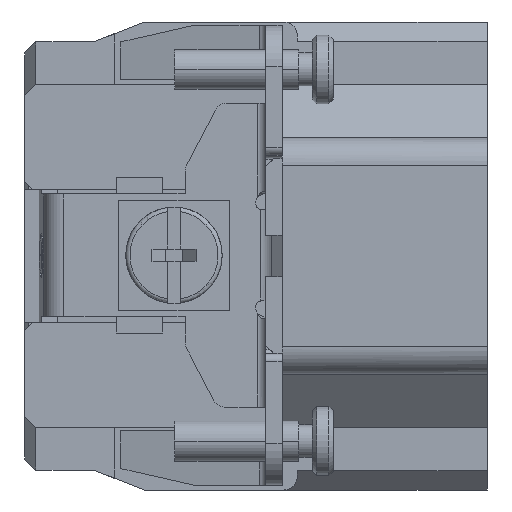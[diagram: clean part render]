
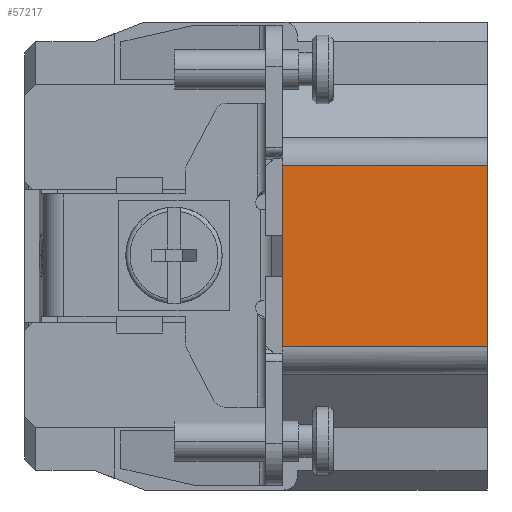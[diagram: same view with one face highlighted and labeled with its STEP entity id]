
A CAD part, left-side view. The second image highlights one B-rep face of the part: STEP entity #57217.
In plain terms, the highlighted planar face has unit normal (-1, 0, 0).
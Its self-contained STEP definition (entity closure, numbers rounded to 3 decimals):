
#10748=DIRECTION('',(0.,0.,-1.));
#10749=VECTOR('',#10748,13.16);
#10750=CARTESIAN_POINT('',(-57.,14.9,6.58));
#10751=LINE('',#10750,#10749);
#10912=DIRECTION('',(0.,1.,0.));
#10913=VECTOR('',#10912,14.9);
#10914=CARTESIAN_POINT('',(-57.,0.,6.58));
#10915=LINE('',#10914,#10913);
#10916=DIRECTION('',(0.,0.,-1.));
#10917=VECTOR('',#10916,13.16);
#10918=CARTESIAN_POINT('',(-57.,0.,6.58));
#10919=LINE('',#10918,#10917);
#10920=DIRECTION('',(0.,1.,0.));
#10921=VECTOR('',#10920,14.9);
#10922=CARTESIAN_POINT('',(-57.,0.,-6.58));
#10923=LINE('',#10922,#10921);
#37771=CARTESIAN_POINT('',(-57.,0.,-6.58));
#37772=VERTEX_POINT('',#37771);
#37773=CARTESIAN_POINT('',(-57.,0.,6.58));
#37774=VERTEX_POINT('',#37773);
#38866=CARTESIAN_POINT('',(-57.,14.9,6.58));
#38867=CARTESIAN_POINT('',(-57.,14.9,-6.58));
#38868=VERTEX_POINT('',#38866);
#38869=VERTEX_POINT('',#38867);
#57205=CARTESIAN_POINT('',(-57.,0.,-8.58));
#57206=DIRECTION('',(-1.,0.,0.));
#57207=DIRECTION('',(0.,0.,1.));
#57208=AXIS2_PLACEMENT_3D('',#57205,#57206,#57207);
#57209=PLANE('',#57208);
#57210=ORIENTED_EDGE('',*,*,#57199,.F.);
#57211=ORIENTED_EDGE('',*,*,#55221,.T.);
#57213=ORIENTED_EDGE('',*,*,#57212,.T.);
#57214=ORIENTED_EDGE('',*,*,#57032,.F.);
#57215=EDGE_LOOP('',(#57210,#57211,#57213,#57214));
#57216=FACE_OUTER_BOUND('',#57215,.F.);
#57217=ADVANCED_FACE('',(#57216),#57209,.T.);
#55221=EDGE_CURVE('',#37774,#37772,#10919,.T.);
#57032=EDGE_CURVE('',#38868,#38869,#10751,.T.);
#57199=EDGE_CURVE('',#37774,#38868,#10915,.T.);
#57212=EDGE_CURVE('',#37772,#38869,#10923,.T.);
